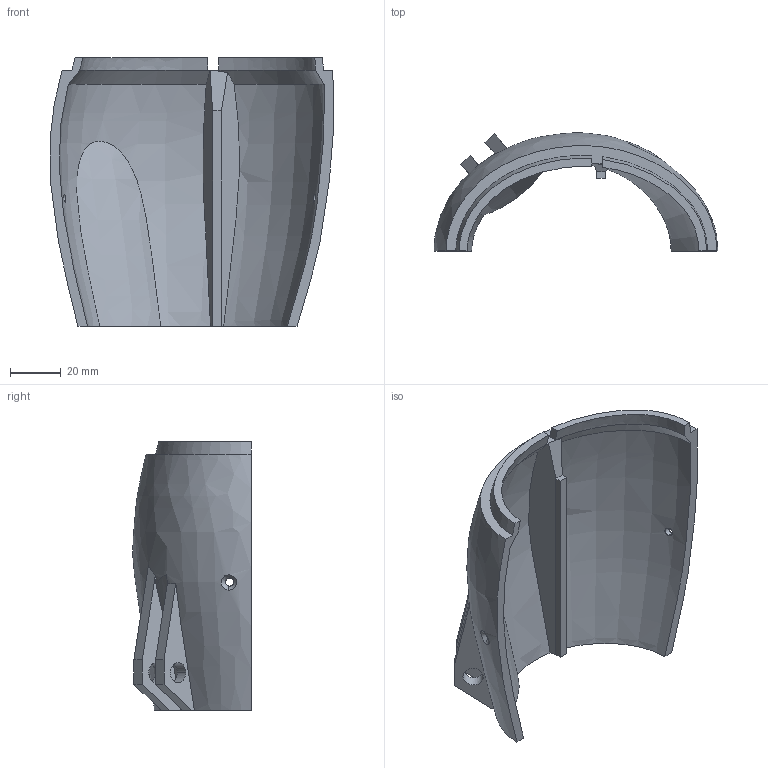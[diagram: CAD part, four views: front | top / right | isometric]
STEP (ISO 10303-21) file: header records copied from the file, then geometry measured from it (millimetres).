
FILE_DESCRIPTION (( 'STEP AP203' ), '1' );
FILE_NAME ('Forearm_R_RobPart4V3.stp', '2013-11-14T18:06:16', ( 'SWEET' ), ( '' ), 'Anar', 'Spacymen', '' );
FILE_SCHEMA (( 'CONFIG_CONTROL_DESIGN' ));
Length unit declared in the file: millimetre
Products named in the file (1): Forearm (right)_RobPart4V3
Bounding box: 111.43 x 46.5 x 105.6 mm (x, y, z)
Volume: 73329.2 mm3; surface area: 36390.7 mm2
Topology: 1 solids, 1 shells, 48 faces, 134 edges, 88 vertices
Faces by surface type: plane 25, bspline 14, cylinder 9
Entity records: 10058 total; most frequent: CARTESIAN_POINT 8884, ORIENTED_EDGE 268, DIRECTION 153, EDGE_CURVE 134, VERTEX_POINT 88, VECTOR 63, LINE 63, B_SPLINE_CURVE_WITH_KNOTS 61
